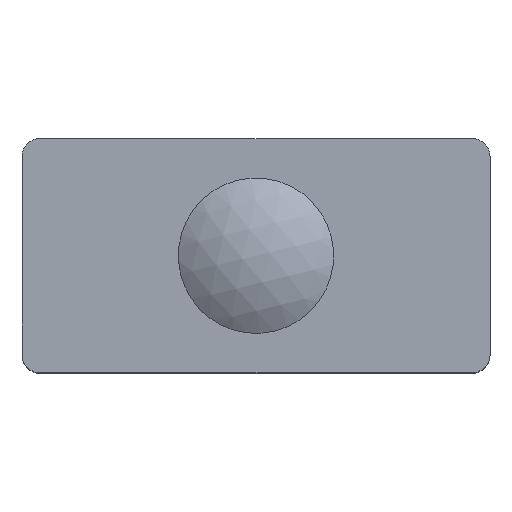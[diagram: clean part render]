
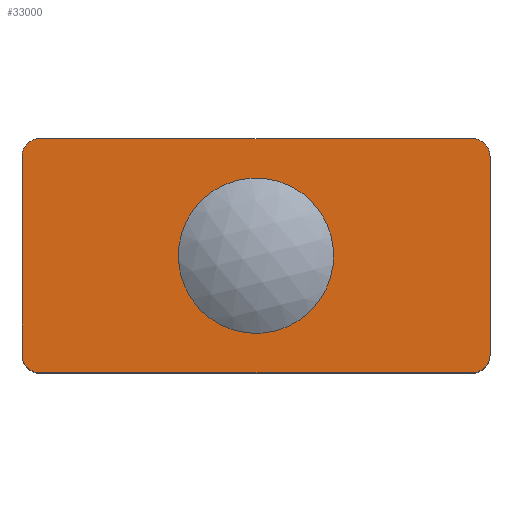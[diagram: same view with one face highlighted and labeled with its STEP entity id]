
A CAD part, top view. The second image highlights one B-rep face of the part: STEP entity #33000.
In plain terms, the highlighted planar face has unit normal (0, 0, 1).
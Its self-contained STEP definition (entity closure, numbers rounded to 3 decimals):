
#5 = DIRECTION ( 'NONE',  ( 0., 0., 1. ) ) ;
#109 = DIRECTION ( 'NONE',  ( 0., -1., 0. ) ) ;
#153 = EDGE_CURVE ( 'NONE', #8902, #14552, #18281, .T. ) ;
#649 = ORIENTED_EDGE ( 'NONE', *, *, #17877, .T. ) ;
#768 = DIRECTION ( 'NONE',  ( 1., 0., 0. ) ) ;
#1196 = CARTESIAN_POINT ( 'NONE',  ( 20., 8.5, 0. ) ) ;
#1342 = AXIS2_PLACEMENT_3D ( 'NONE', #12712, #31128, #21555 ) ;
#1584 = CARTESIAN_POINT ( 'NONE',  ( -20., 10., 0. ) ) ;
#1934 = CIRCLE ( 'NONE', #15747, 1.5 ) ;
#2089 = CARTESIAN_POINT ( 'NONE',  ( 18.5, 10., 0. ) ) ;
#3318 = PLANE ( 'NONE',  #8760 ) ;
#3325 = VERTEX_POINT ( 'NONE', #4319 ) ;
#3538 = CARTESIAN_POINT ( 'NONE',  ( 0., 0., 0. ) ) ;
#4319 = CARTESIAN_POINT ( 'NONE',  ( -18.5, -10., 0. ) ) ;
#5666 = CARTESIAN_POINT ( 'NONE',  ( -18.5, -8.5, 0. ) ) ;
#5775 = ORIENTED_EDGE ( 'NONE', *, *, #153, .T. ) ;
#6042 = DIRECTION ( 'NONE',  ( 0., 0., 1. ) ) ;
#6449 = AXIS2_PLACEMENT_3D ( 'NONE', #29111, #5, #13021 ) ;
#6577 = DIRECTION ( 'NONE',  ( 1., 0., 0. ) ) ;
#7116 = VERTEX_POINT ( 'NONE', #27441 ) ;
#7539 = CIRCLE ( 'NONE', #14443, 1.5 ) ;
#7797 = VERTEX_POINT ( 'NONE', #16119 ) ;
#8216 = ORIENTED_EDGE ( 'NONE', *, *, #33634, .T. ) ;
#8373 = DIRECTION ( 'NONE',  ( 1., 0., 0. ) ) ;
#8760 = AXIS2_PLACEMENT_3D ( 'NONE', #3538, #6042, #29928 ) ;
#8902 = VERTEX_POINT ( 'NONE', #1196 ) ;
#9239 = LINE ( 'NONE', #1584, #19513 ) ;
#9307 = EDGE_LOOP ( 'NONE', ( #27517, #17565, #17519, #8216, #27921, #5775, #649, #9329 ) ) ;
#9329 = ORIENTED_EDGE ( 'NONE', *, *, #11362, .T. ) ;
#10360 = EDGE_CURVE ( 'NONE', #7797, #8902, #22489, .T. ) ;
#10398 = CARTESIAN_POINT ( 'NONE',  ( 18.5, -10., 0. ) ) ;
#11362 = EDGE_CURVE ( 'NONE', #18734, #29125, #28988, .T. ) ;
#11436 = CARTESIAN_POINT ( 'NONE',  ( -18.5, 10., 0. ) ) ;
#12059 = CARTESIAN_POINT ( 'NONE',  ( 18.5, -8.5, 0. ) ) ;
#12162 = CARTESIAN_POINT ( 'NONE',  ( 20., 10., 0. ) ) ;
#12712 = CARTESIAN_POINT ( 'NONE',  ( 18.5, 8.5, 0. ) ) ;
#13021 = DIRECTION ( 'NONE',  ( 1., 0., 0. ) ) ;
#13572 = LINE ( 'NONE', #21526, #25561 ) ;
#14443 = AXIS2_PLACEMENT_3D ( 'NONE', #12059, #17101, #6577 ) ;
#14552 = VERTEX_POINT ( 'NONE', #2089 ) ;
#15670 = LINE ( 'NONE', #21572, #17765 ) ;
#15747 = AXIS2_PLACEMENT_3D ( 'NONE', #5666, #24148, #768 ) ;
#16119 = CARTESIAN_POINT ( 'NONE',  ( 20., -8.5, 0. ) ) ;
#17101 = DIRECTION ( 'NONE',  ( 0., 0., 1. ) ) ;
#17519 = ORIENTED_EDGE ( 'NONE', *, *, #26734, .T. ) ;
#17565 = ORIENTED_EDGE ( 'NONE', *, *, #32081, .T. ) ;
#17765 = VECTOR ( 'NONE', #8373, 1000. ) ;
#17877 = EDGE_CURVE ( 'NONE', #14552, #18734, #9239, .T. ) ;
#18281 = CIRCLE ( 'NONE', #1342, 1.5 ) ;
#18734 = VERTEX_POINT ( 'NONE', #11436 ) ;
#18982 = EDGE_CURVE ( 'NONE', #29125, #28184, #13572, .T. ) ;
#19143 = CARTESIAN_POINT ( 'NONE',  ( -20., -8.5, 0. ) ) ;
#19221 = AXIS2_PLACEMENT_3D ( 'NONE', #23114, #25754, #31160 ) ;
#19513 = VECTOR ( 'NONE', #30132, 1000. ) ;
#19979 = DIRECTION ( 'NONE',  ( 0., 1., 0. ) ) ;
#21526 = CARTESIAN_POINT ( 'NONE',  ( -20., 10., 0. ) ) ;
#21555 = DIRECTION ( 'NONE',  ( 1., 0., 0. ) ) ;
#21572 = CARTESIAN_POINT ( 'NONE',  ( -20., -10., 0. ) ) ;
#21649 = VECTOR ( 'NONE', #19979, 1000. ) ;
#22489 = LINE ( 'NONE', #12162, #21649 ) ;
#22755 = CIRCLE ( 'NONE', #6449, 6.25 ) ;
#23114 = CARTESIAN_POINT ( 'NONE',  ( -18.5, 8.5, 0. ) ) ;
#24148 = DIRECTION ( 'NONE',  ( 0., 0., 1. ) ) ;
#24239 = EDGE_LOOP ( 'NONE', ( #29156 ) ) ;
#25561 = VECTOR ( 'NONE', #109, 1000. ) ;
#25629 = EDGE_CURVE ( 'NONE', #7116, #7116, #22755, .T. ) ;
#25754 = DIRECTION ( 'NONE',  ( 0., 0., 1. ) ) ;
#26734 = EDGE_CURVE ( 'NONE', #3325, #30321, #15670, .T. ) ;
#27441 = CARTESIAN_POINT ( 'NONE',  ( 6.25, 0., 0. ) ) ;
#27517 = ORIENTED_EDGE ( 'NONE', *, *, #18982, .T. ) ;
#27921 = ORIENTED_EDGE ( 'NONE', *, *, #10360, .T. ) ;
#28184 = VERTEX_POINT ( 'NONE', #19143 ) ;
#28988 = CIRCLE ( 'NONE', #19221, 1.5 ) ;
#29111 = CARTESIAN_POINT ( 'NONE',  ( 0., 0., 0. ) ) ;
#29125 = VERTEX_POINT ( 'NONE', #33541 ) ;
#29156 = ORIENTED_EDGE ( 'NONE', *, *, #25629, .F. ) ;
#29928 = DIRECTION ( 'NONE',  ( 1., 0., 0. ) ) ;
#30132 = DIRECTION ( 'NONE',  ( -1., 0., 0. ) ) ;
#30321 = VERTEX_POINT ( 'NONE', #10398 ) ;
#30582 = FACE_OUTER_BOUND ( 'NONE', #9307, .T. ) ;
#31128 = DIRECTION ( 'NONE',  ( 0., 0., 1. ) ) ;
#31160 = DIRECTION ( 'NONE',  ( 1., 0., 0. ) ) ;
#32081 = EDGE_CURVE ( 'NONE', #28184, #3325, #1934, .T. ) ;
#33000 = ADVANCED_FACE ( 'NONE', ( #33069, #30582 ), #3318, .T. ) ;
#33069 = FACE_BOUND ( 'NONE', #24239, .T. ) ;
#33541 = CARTESIAN_POINT ( 'NONE',  ( -20., 8.5, 0. ) ) ;
#33634 = EDGE_CURVE ( 'NONE', #30321, #7797, #7539, .T. ) ;
